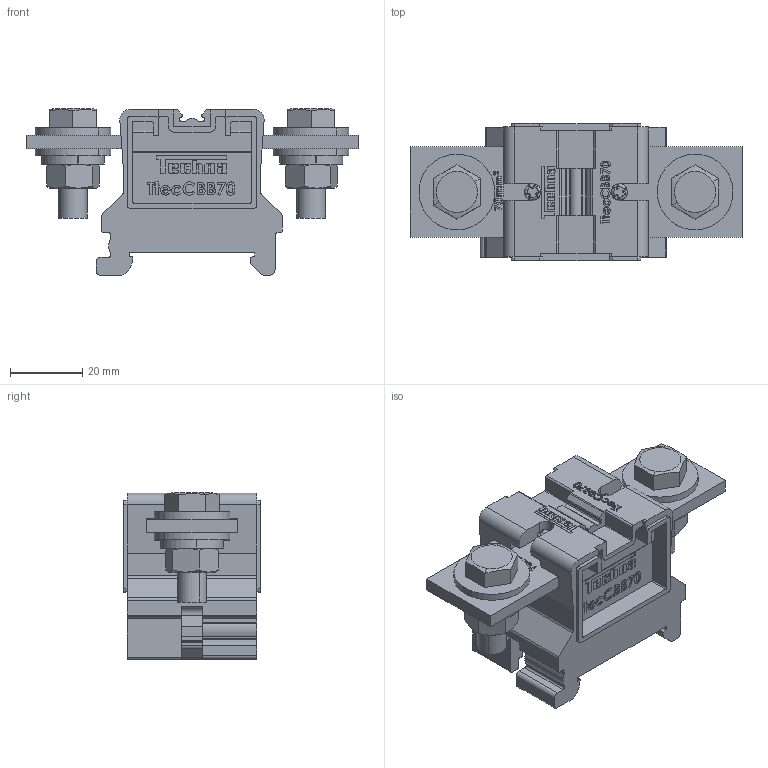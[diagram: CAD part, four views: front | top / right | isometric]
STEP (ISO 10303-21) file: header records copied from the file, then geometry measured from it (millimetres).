
FILE_DESCRIPTION (( 'STEP AP214' ), '1' );
FILE_NAME ('TtecCBB70.STEP', '2020-07-24T05:48:16', ( '' ), ( '' ), 'SwSTEP 2.0', 'SolidWorks 2020', '' );
FILE_SCHEMA (( 'AUTOMOTIVE_DESIGN' ));
Length unit declared in the file: millimetre
Products named in the file (1): TtecCBB70
Bounding box: 92 x 38 x 46.1 mm (x, y, z)
Volume: 63625 mm3; surface area: 24333.9 mm2
Topology: 1 solids, 3 shells, 1329 faces, 3604 edges, 2364 vertices
Faces by surface type: plane 677, cylinder 415, bspline 187, torus 30, cone 12, sphere 8
Entity records: 65246 total; most frequent: CARTESIAN_POINT 21971, ORIENTED_EDGE 7196, DIRECTION 6362, EDGE_CURVE 3598, VERTEX_POINT 2362, LINE 2276, VECTOR 2276, AXIS2_PLACEMENT_3D 2043
